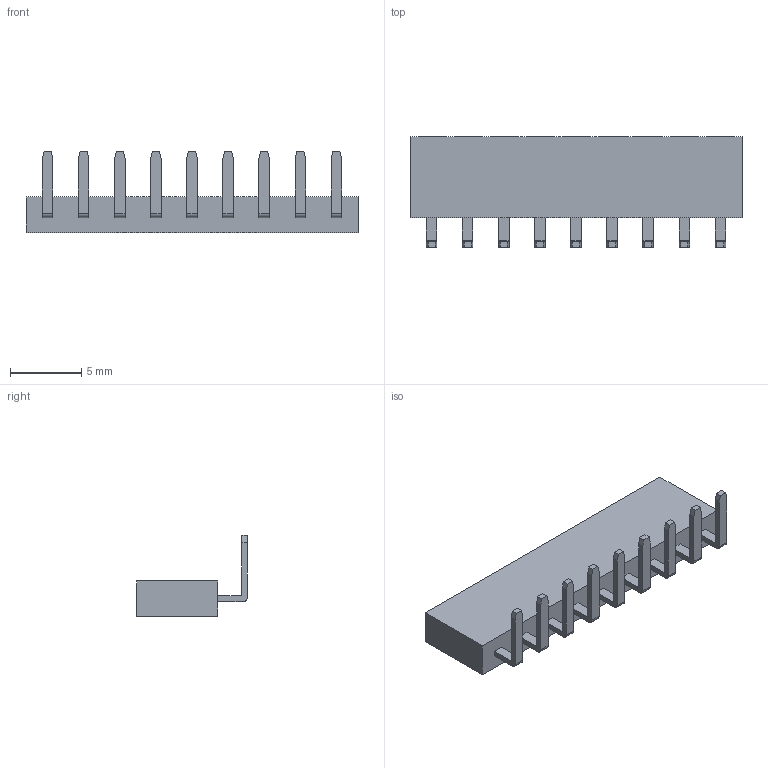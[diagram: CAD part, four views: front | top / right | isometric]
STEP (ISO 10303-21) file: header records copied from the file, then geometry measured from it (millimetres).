
FILE_DESCRIPTION( ('This file contains a STEP AP42 implementation' ,'as created by ZW3D STEP Interface translator.') ,'2;1' );
FILE_NAME( '2157-1XXRXXCYNX1.stp' ,'23 5 2.105820', (''), ('ZWCAD Software Co.'), 'Version 1.0', 'ZW3D to STEP translator', '' );
FILE_SCHEMA(('AUTOMOTIVE_DESIGN { 1 0 10303 214 1 1 1 1 }'));
Length unit declared in the file: millimetre
Products named in the file (2): 0; 2157-120RXXCYNX1
Bounding box: 23.36 x 7.8 x 5.7 mm (x, y, z)
Volume: 297.1 mm3; surface area: 925.3 mm2
Topology: 1 solids, 1 shells, 646 faces, 1894 edges, 1236 vertices
Faces by surface type: plane 475, cylinder 144, bspline 27
Entity records: 27795 total; most frequent: CARTESIAN_POINT 13084, ORIENTED_EDGE 3816, EDGE_CURVE 1894, B_SPLINE_CURVE_WITH_KNOTS 1586, DIRECTION 1548, VERTEX_POINT 1236, EDGE_LOOP 718, FACE_OUTER_BOUND 646
